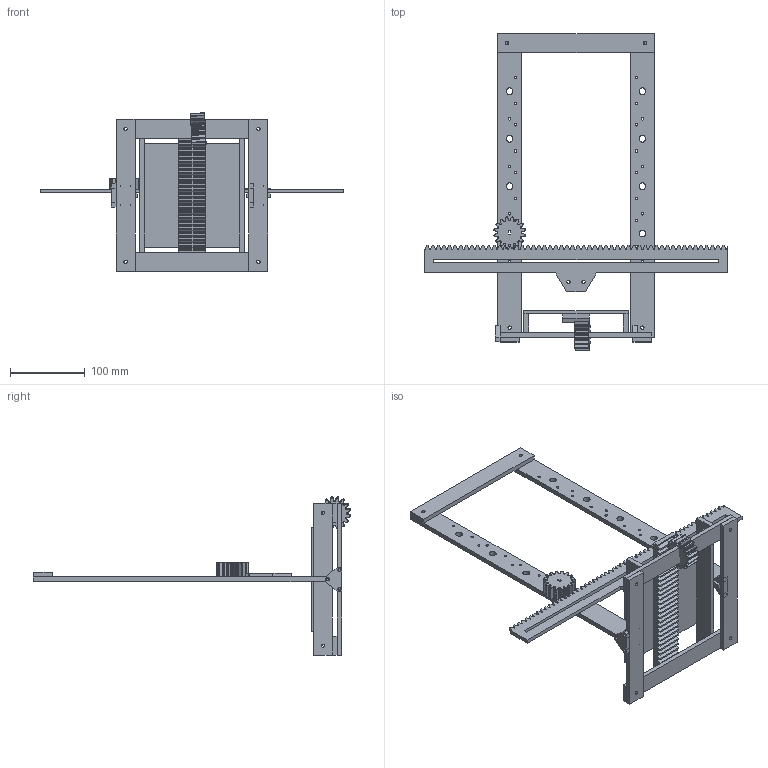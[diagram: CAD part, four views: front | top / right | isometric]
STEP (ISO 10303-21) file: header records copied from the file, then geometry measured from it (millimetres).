
FILE_DESCRIPTION(/* description */ (''),/* implementation_level */ '2;1');
FILE_NAME(/* name */ 'full_asm.stp',/* time_stamp */ '2024-04-13T16:32:40-04:00',/* author */ ('jmelk'),/* organization */ (''),/* preprocessor_version */ 'ST-DEVELOPER v19.2',/* originating_system */ 'Autodesk Inventor 2024',/* authorisation */ '');
FILE_SCHEMA (('AUTOMOTIVE_DESIGN { 1 0 10303 214 3 1 1 }'));
Length unit declared in the file: inch
Products named in the file (10): frame_asm_1; LINKAGE1INTHICK6INLONG_; LINKAGE_VERTICAL_; TOP_LINKAGE_; 90_DEG_BRACKET_; BED; GEAR_RACK; BOTTOM_LINK_; GEAR_RACK_14IN; GEAR_PINION
Assembly tree (16 placements, depth 2):
  frame_asm_1
    LINKAGE1INTHICK6INLONG_  x2
    LINKAGE_VERTICAL_  x2
    90_DEG_BRACKET_  x2
    TOP_LINKAGE_
    BOTTOM_LINK_  x4
    BED
    GEAR_RACK
    GEAR_PINION  x2
    GEAR_RACK_14IN
Bounding box: 406.4 x 424.38 x 212.02 mm (x, y, z)
Volume: 634643.9 mm3; surface area: 281371 mm2
Topology: 16 solids, 16 shells, 999 faces, 2871 edges, 1914 vertices
Faces by surface type: plane 507, cylinder 364, bspline 64, torus 64
Full cylindrical faces by diameter (mm): 3.226 x24, 3.454 x10, 4.496 x26, 9 x8
Entity records: 29184 total; most frequent: CARTESIAN_POINT 8499, ORIENTED_EDGE 4386, DIRECTION 4121, EDGE_CURVE 2193, LINE 1505, VECTOR 1505, VERTEX_POINT 1462, AXIS2_PLACEMENT_3D 1308
